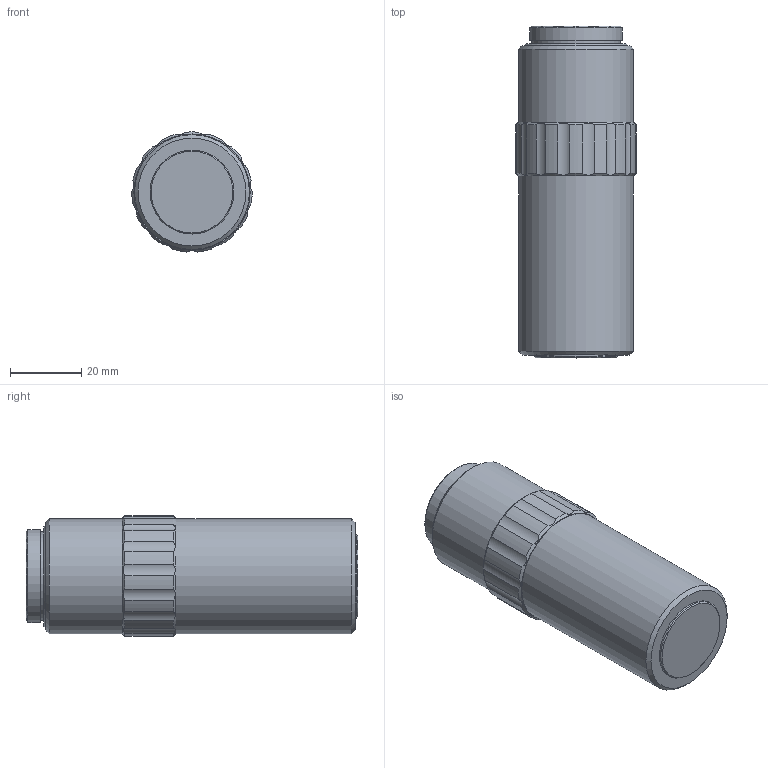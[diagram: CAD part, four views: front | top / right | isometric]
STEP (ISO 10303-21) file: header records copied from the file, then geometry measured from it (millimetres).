
FILE_DESCRIPTION (( 'STEP AP203' ), '1' );
FILE_NAME ('690005.STEP', '2023-01-03T07:06:13', ( '' ), ( '' ), 'SwSTEP 2.0', 'SolidWorks 2020', '' );
FILE_SCHEMA (( 'CONFIG_CONTROL_DESIGN' ));
Length unit declared in the file: millimetre
Products named in the file (1): 690005
Bounding box: 33.74 x 93 x 33.66 mm (x, y, z)
Volume: 74736.9 mm3; surface area: 10981.4 mm2
Topology: 1 solids, 1 shells, 50 faces, 122 edges, 80 vertices
Faces by surface type: cylinder 35, plane 8, cone 7
Full cylindrical faces by diameter (mm): 23.5 x1, 24.8 x1, 26 x1, 32.2 x2
Entity records: 1751 total; most frequent: CARTESIAN_POINT 567, DIRECTION 228, ORIENTED_EDGE 216, EDGE_CURVE 108, AXIS2_PLACEMENT_3D 99, VERTEX_POINT 78, EDGE_LOOP 68, FACE_OUTER_BOUND 55
